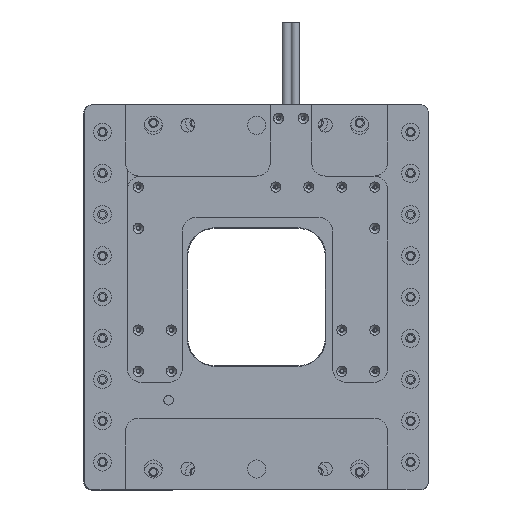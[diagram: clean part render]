
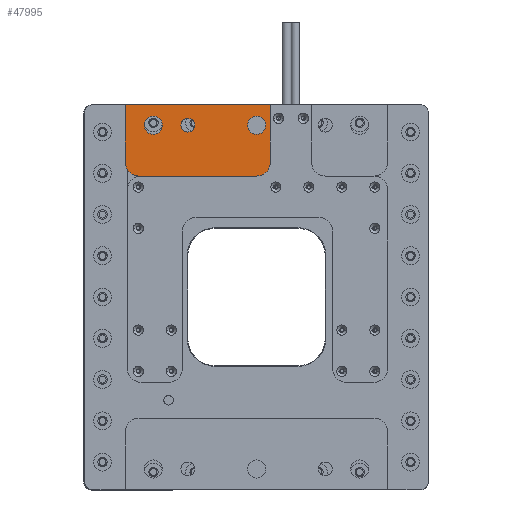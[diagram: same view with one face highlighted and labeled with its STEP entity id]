
A CAD part, front view. The second image highlights one B-rep face of the part: STEP entity #47995.
In plain terms, the highlighted planar face has unit normal (0, -1, 0).
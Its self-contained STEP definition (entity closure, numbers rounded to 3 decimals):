
#92 = AXIS2_PLACEMENT_3D ( 'NONE', #30153, #47023, #38597 ) ;
#2279 = DIRECTION ( 'NONE',  ( 0., -1., 0. ) ) ;
#3294 = CIRCLE ( 'NONE', #6913, 3.3 ) ;
#3534 = DIRECTION ( 'NONE',  ( 0., 0., -1. ) ) ;
#3641 = LINE ( 'NONE', #72134, #14494 ) ;
#3937 = FACE_BOUND ( 'NONE', #80961, .T. ) ;
#4137 = CIRCLE ( 'NONE', #74112, 2.5 ) ;
#5680 = VERTEX_POINT ( 'NONE', #97744 ) ;
#6129 = CARTESIAN_POINT ( 'NONE',  ( -47.7, -12.2, 70. ) ) ;
#6913 = AXIS2_PLACEMENT_3D ( 'NONE', #8458, #42713, #67979 ) ;
#8458 = CARTESIAN_POINT ( 'NONE',  ( -37.5, -12.2, 62.5 ) ) ;
#9201 = VERTEX_POINT ( 'NONE', #69161 ) ;
#11323 = CARTESIAN_POINT ( 'NONE',  ( 0., -12.2, 59.2 ) ) ;
#11999 = VERTEX_POINT ( 'NONE', #86683 ) ;
#14084 = ORIENTED_EDGE ( 'NONE', *, *, #56347, .T. ) ;
#14494 = VECTOR ( 'NONE', #55870, 1000. ) ;
#17004 = DIRECTION ( 'NONE',  ( 0., -1., 0. ) ) ;
#17948 = VECTOR ( 'NONE', #29830, 1000. ) ;
#19489 = VERTEX_POINT ( 'NONE', #83735 ) ;
#20438 = EDGE_CURVE ( 'NONE', #9201, #93849, #81459, .T. ) ;
#20731 = ORIENTED_EDGE ( 'NONE', *, *, #37193, .T. ) ;
#21805 = EDGE_CURVE ( 'NONE', #11999, #77363, #39196, .T. ) ;
#26558 = CARTESIAN_POINT ( 'NONE',  ( 0., -12.2, 62.5 ) ) ;
#28472 = ORIENTED_EDGE ( 'NONE', *, *, #91264, .T. ) ;
#29705 = VECTOR ( 'NONE', #51259, 1000. ) ;
#29830 = DIRECTION ( 'NONE',  ( 0., 0., -1. ) ) ;
#29835 = VERTEX_POINT ( 'NONE', #11323 ) ;
#29965 = CARTESIAN_POINT ( 'NONE',  ( -25., -12.2, 62.5 ) ) ;
#30153 = CARTESIAN_POINT ( 'NONE',  ( 0., -12.2, 62.5 ) ) ;
#31257 = EDGE_CURVE ( 'NONE', #93849, #9201, #3294, .T. ) ;
#33845 = EDGE_CURVE ( 'NONE', #77363, #36198, #38808, .T. ) ;
#33861 = AXIS2_PLACEMENT_3D ( 'NONE', #29965, #36744, #64222 ) ;
#36198 = VERTEX_POINT ( 'NONE', #57520 ) ;
#36409 = AXIS2_PLACEMENT_3D ( 'NONE', #43952, #17004, #51274 ) ;
#36561 = DIRECTION ( 'NONE',  ( 0., 0., -1. ) ) ;
#36744 = DIRECTION ( 'NONE',  ( 0., 1., 0. ) ) ;
#37193 = EDGE_CURVE ( 'NONE', #92215, #29835, #75429, .T. ) ;
#37668 = EDGE_CURVE ( 'NONE', #5680, #11999, #3641, .T. ) ;
#38205 = FACE_OUTER_BOUND ( 'NONE', #106955, .T. ) ;
#38597 = DIRECTION ( 'NONE',  ( 0., 0., -1. ) ) ;
#38808 = LINE ( 'NONE', #46134, #17948 ) ;
#39196 = LINE ( 'NONE', #81841, #76362 ) ;
#42713 = DIRECTION ( 'NONE',  ( 0., 1., 0. ) ) ;
#43952 = CARTESIAN_POINT ( 'NONE',  ( 0., -12.2, 49. ) ) ;
#44761 = CARTESIAN_POINT ( 'NONE',  ( -42.7, -12.2, 44. ) ) ;
#45429 = ORIENTED_EDGE ( 'NONE', *, *, #64854, .F. ) ;
#46134 = CARTESIAN_POINT ( 'NONE',  ( -47.7, -12.2, 0. ) ) ;
#46674 = EDGE_CURVE ( 'NONE', #29835, #92215, #92258, .T. ) ;
#47023 = DIRECTION ( 'NONE',  ( 0., 1., 0. ) ) ;
#47183 = FACE_BOUND ( 'NONE', #86143, .T. ) ;
#47995 = ADVANCED_FACE ( 'NONE', ( #47183, #3937, #62915, #38205 ), #54496, .T. ) ;
#49601 = LINE ( 'NONE', #93311, #29705 ) ;
#50827 = VERTEX_POINT ( 'NONE', #44761 ) ;
#51208 = ORIENTED_EDGE ( 'NONE', *, *, #31257, .T. ) ;
#51259 = DIRECTION ( 'NONE',  ( -1., 0., 0. ) ) ;
#51270 = ORIENTED_EDGE ( 'NONE', *, *, #21805, .T. ) ;
#51274 = DIRECTION ( 'NONE',  ( -1., 0., 0. ) ) ;
#51812 = CIRCLE ( 'NONE', #33861, 2.5 ) ;
#53399 = DIRECTION ( 'NONE',  ( 0., 1., 0. ) ) ;
#53444 = VERTEX_POINT ( 'NONE', #66527 ) ;
#54496 = PLANE ( 'NONE',  #79619 ) ;
#55870 = DIRECTION ( 'NONE',  ( 0., 0., 1. ) ) ;
#56347 = EDGE_CURVE ( 'NONE', #110944, #53444, #51812, .T. ) ;
#56583 = AXIS2_PLACEMENT_3D ( 'NONE', #110329, #94012, #83408 ) ;
#57520 = CARTESIAN_POINT ( 'NONE',  ( -47.7, -12.2, 49. ) ) ;
#58210 = AXIS2_PLACEMENT_3D ( 'NONE', #96556, #53399, #36561 ) ;
#59873 = EDGE_CURVE ( 'NONE', #53444, #110944, #4137, .T. ) ;
#62372 = ORIENTED_EDGE ( 'NONE', *, *, #20438, .T. ) ;
#62434 = CARTESIAN_POINT ( 'NONE',  ( -37.5, -12.2, 59.2 ) ) ;
#62915 = FACE_BOUND ( 'NONE', #110258, .T. ) ;
#63431 = CARTESIAN_POINT ( 'NONE',  ( 0., -12.2, 65.8 ) ) ;
#64222 = DIRECTION ( 'NONE',  ( 0., 0., -1. ) ) ;
#64854 = EDGE_CURVE ( 'NONE', #19489, #50827, #49601, .T. ) ;
#66527 = CARTESIAN_POINT ( 'NONE',  ( -25., -12.2, 60. ) ) ;
#67231 = ORIENTED_EDGE ( 'NONE', *, *, #46674, .T. ) ;
#67979 = DIRECTION ( 'NONE',  ( 0., 0., -1. ) ) ;
#69161 = CARTESIAN_POINT ( 'NONE',  ( -37.5, -12.2, 65.8 ) ) ;
#69782 = DIRECTION ( 'NONE',  ( 0., 1., 0. ) ) ;
#69956 = ORIENTED_EDGE ( 'NONE', *, *, #33845, .T. ) ;
#70893 = CIRCLE ( 'NONE', #56583, 5. ) ;
#72134 = CARTESIAN_POINT ( 'NONE',  ( 5., -12.2, 0. ) ) ;
#74112 = AXIS2_PLACEMENT_3D ( 'NONE', #96688, #97243, #3534 ) ;
#75429 = CIRCLE ( 'NONE', #92, 3.3 ) ;
#76362 = VECTOR ( 'NONE', #97555, 1000. ) ;
#77363 = VERTEX_POINT ( 'NONE', #6129 ) ;
#79619 = AXIS2_PLACEMENT_3D ( 'NONE', #96530, #2279, #80282 ) ;
#79710 = AXIS2_PLACEMENT_3D ( 'NONE', #26558, #69782, #102889 ) ;
#80282 = DIRECTION ( 'NONE',  ( -1., 0., 0. ) ) ;
#80961 = EDGE_LOOP ( 'NONE', ( #51208, #62372 ) ) ;
#81459 = CIRCLE ( 'NONE', #58210, 3.3 ) ;
#81841 = CARTESIAN_POINT ( 'NONE',  ( 0., -12.2, 70. ) ) ;
#83408 = DIRECTION ( 'NONE',  ( -1., 0., 0. ) ) ;
#83639 = ORIENTED_EDGE ( 'NONE', *, *, #110510, .T. ) ;
#83735 = CARTESIAN_POINT ( 'NONE',  ( 0., -12.2, 44. ) ) ;
#84794 = CIRCLE ( 'NONE', #36409, 5. ) ;
#86143 = EDGE_LOOP ( 'NONE', ( #97155, #14084 ) ) ;
#86683 = CARTESIAN_POINT ( 'NONE',  ( 5., -12.2, 70. ) ) ;
#91264 = EDGE_CURVE ( 'NONE', #36198, #50827, #70893, .T. ) ;
#92215 = VERTEX_POINT ( 'NONE', #63431 ) ;
#92258 = CIRCLE ( 'NONE', #79710, 3.3 ) ;
#93311 = CARTESIAN_POINT ( 'NONE',  ( 0., -12.2, 44. ) ) ;
#93849 = VERTEX_POINT ( 'NONE', #62434 ) ;
#94012 = DIRECTION ( 'NONE',  ( 0., -1., 0. ) ) ;
#96530 = CARTESIAN_POINT ( 'NONE',  ( 0., -12.2, 0. ) ) ;
#96556 = CARTESIAN_POINT ( 'NONE',  ( -37.5, -12.2, 62.5 ) ) ;
#96688 = CARTESIAN_POINT ( 'NONE',  ( -25., -12.2, 62.5 ) ) ;
#97155 = ORIENTED_EDGE ( 'NONE', *, *, #59873, .T. ) ;
#97243 = DIRECTION ( 'NONE',  ( 0., 1., 0. ) ) ;
#97555 = DIRECTION ( 'NONE',  ( -1., 0., 0. ) ) ;
#97744 = CARTESIAN_POINT ( 'NONE',  ( 5., -12.2, 49. ) ) ;
#102889 = DIRECTION ( 'NONE',  ( 0., 0., -1. ) ) ;
#104438 = ORIENTED_EDGE ( 'NONE', *, *, #37668, .T. ) ;
#106955 = EDGE_LOOP ( 'NONE', ( #45429, #83639, #104438, #51270, #69956, #28472 ) ) ;
#109784 = CARTESIAN_POINT ( 'NONE',  ( -25., -12.2, 65. ) ) ;
#110258 = EDGE_LOOP ( 'NONE', ( #67231, #20731 ) ) ;
#110329 = CARTESIAN_POINT ( 'NONE',  ( -42.7, -12.2, 49. ) ) ;
#110510 = EDGE_CURVE ( 'NONE', #19489, #5680, #84794, .T. ) ;
#110944 = VERTEX_POINT ( 'NONE', #109784 ) ;
